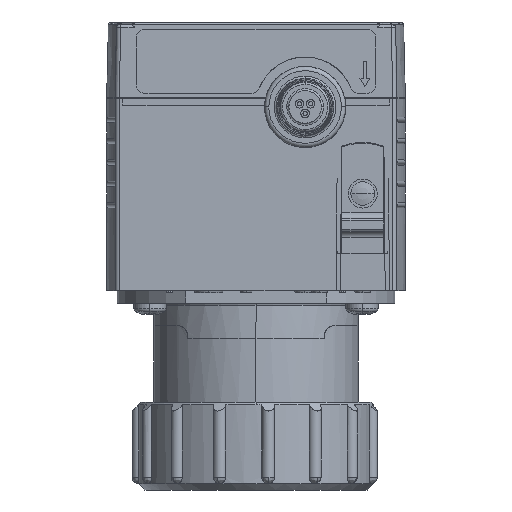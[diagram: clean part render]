
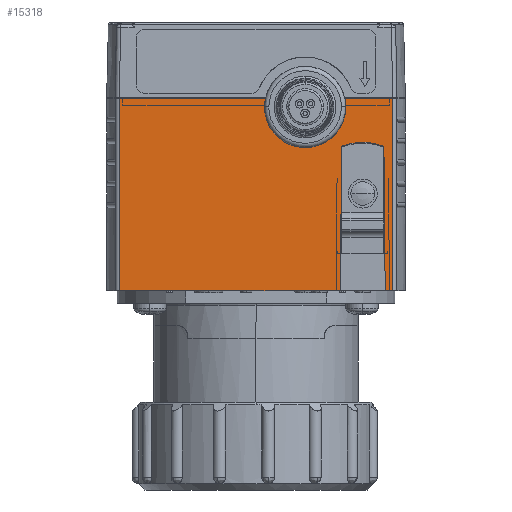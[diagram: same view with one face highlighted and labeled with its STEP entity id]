
A CAD part, left-side view. The second image highlights one B-rep face of the part: STEP entity #15318.
In plain terms, the highlighted planar face has unit normal (-1, 0, 0).
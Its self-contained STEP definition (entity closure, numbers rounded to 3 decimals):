
#49=CARTESIAN_POINT('Vertex',(-87.,-19.75,0.)) ;
#52=CARTESIAN_POINT('Line Origine',(-87.,6.125,0.)) ;
#56=CARTESIAN_POINT('Vertex',(-87.,32.,0.)) ;
#105=CARTESIAN_POINT('Vertex',(-87.,-32.,0.)) ;
#108=CARTESIAN_POINT('Line Origine',(-87.,-31.125,0.)) ;
#112=CARTESIAN_POINT('Vertex',(-87.,-30.25,0.)) ;
#13912=CARTESIAN_POINT('Vertex',(-87.,32.,45.)) ;
#13915=CARTESIAN_POINT('Line Origine',(-87.,32.,45.02)) ;
#15240=CARTESIAN_POINT('Axis2P3D Location',(-87.,33.,0.)) ;
#15245=CARTESIAN_POINT('Line Origine',(-87.,14.894,45.)) ;
#15249=CARTESIAN_POINT('Vertex',(-87.,-2.213,45.)) ;
#15252=CARTESIAN_POINT('Line Origine',(-87.,-19.897,16.892)) ;
#15256=CARTESIAN_POINT('Vertex',(-87.,-20.045,33.784)) ;
#15259=CARTESIAN_POINT('Axis2P3D Location',(-87.,-25.,21.549)) ;
#15263=CARTESIAN_POINT('Vertex',(-87.,-29.955,33.784)) ;
#15266=CARTESIAN_POINT('Line Origine',(-87.,-30.103,16.892)) ;
#15271=CARTESIAN_POINT('Line Origine',(-87.,-32.,22.5)) ;
#15275=CARTESIAN_POINT('Vertex',(-87.,-32.,45.)) ;
#15278=CARTESIAN_POINT('Line Origine',(-87.,-26.394,45.)) ;
#15282=CARTESIAN_POINT('Vertex',(-87.,-20.787,45.)) ;
#15285=CARTESIAN_POINT('Axis2P3D Location',(-87.,-11.5,43.)) ;
#15289=CARTESIAN_POINT('Vertex',(-87.,-21.,43.)) ;
#15292=CARTESIAN_POINT('Axis2P3D Location',(-87.,-11.5,43.)) ;
#15296=CARTESIAN_POINT('Vertex',(-87.,-2.,43.)) ;
#15299=CARTESIAN_POINT('Axis2P3D Location',(-87.,-11.5,43.)) ;
#54=VECTOR('Line Direction',#53,1.) ;
#110=VECTOR('Line Direction',#109,1.) ;
#13917=VECTOR('Line Direction',#13916,1.) ;
#15247=VECTOR('Line Direction',#15246,1.) ;
#15254=VECTOR('Line Direction',#15253,1.) ;
#15268=VECTOR('Line Direction',#15267,1.) ;
#15273=VECTOR('Line Direction',#15272,1.) ;
#15280=VECTOR('Line Direction',#15279,1.) ;
#53=DIRECTION('Vector Direction',(0.,1.,0.)) ;
#109=DIRECTION('Vector Direction',(0.,1.,0.)) ;
#13916=DIRECTION('Vector Direction',(0.,0.,-1.)) ;
#15241=DIRECTION('Axis2P3D Direction',(-1.,0.,0.)) ;
#15242=DIRECTION('Axis2P3D XDirection',(0.,-1.,0.)) ;
#15246=DIRECTION('Vector Direction',(0.,1.,0.)) ;
#15253=DIRECTION('Vector Direction',(0.,0.009,-1.)) ;
#15260=DIRECTION('Axis2P3D Direction',(-1.,0.,0.)) ;
#15267=DIRECTION('Vector Direction',(0.,0.009,1.)) ;
#15272=DIRECTION('Vector Direction',(0.,0.,1.)) ;
#15279=DIRECTION('Vector Direction',(0.,1.,0.)) ;
#15286=DIRECTION('Axis2P3D Direction',(-1.,0.,0.)) ;
#15293=DIRECTION('Axis2P3D Direction',(-1.,0.,0.)) ;
#15300=DIRECTION('Axis2P3D Direction',(-1.,0.,0.)) ;
#15243=AXIS2_PLACEMENT_3D('Plane Axis2P3D',#15240,#15241,#15242) ;
#15261=AXIS2_PLACEMENT_3D('Circle Axis2P3D',#15259,#15260,$) ;
#15287=AXIS2_PLACEMENT_3D('Circle Axis2P3D',#15285,#15286,$) ;
#15294=AXIS2_PLACEMENT_3D('Circle Axis2P3D',#15292,#15293,$) ;
#15301=AXIS2_PLACEMENT_3D('Circle Axis2P3D',#15299,#15300,$) ;
#55=LINE('Line',#52,#54) ;
#111=LINE('Line',#108,#110) ;
#13918=LINE('Line',#13915,#13917) ;
#15248=LINE('Line',#15245,#15247) ;
#15255=LINE('Line',#15252,#15254) ;
#15269=LINE('Line',#15266,#15268) ;
#15274=LINE('Line',#15271,#15273) ;
#15281=LINE('Line',#15278,#15280) ;
#15262=CIRCLE('generated circle',#15261,13.2) ;
#15288=CIRCLE('generated circle',#15287,9.5) ;
#15295=CIRCLE('generated circle',#15294,9.5) ;
#15302=CIRCLE('generated circle',#15301,9.5) ;
#15244=PLANE('',#15243) ;
#58=EDGE_CURVE('',#50,#57,#55,.T.) ;
#114=EDGE_CURVE('',#106,#113,#111,.T.) ;
#13919=EDGE_CURVE('',#13913,#57,#13918,.T.) ;
#15251=EDGE_CURVE('',#15250,#13913,#15248,.T.) ;
#15258=EDGE_CURVE('',#15257,#50,#15255,.T.) ;
#15265=EDGE_CURVE('',#15264,#15257,#15262,.T.) ;
#15270=EDGE_CURVE('',#113,#15264,#15269,.T.) ;
#15277=EDGE_CURVE('',#106,#15276,#15274,.T.) ;
#15284=EDGE_CURVE('',#15276,#15283,#15281,.T.) ;
#15291=EDGE_CURVE('',#15290,#15283,#15288,.T.) ;
#15298=EDGE_CURVE('',#15297,#15290,#15295,.T.) ;
#15303=EDGE_CURVE('',#15250,#15297,#15302,.T.) ;
#15305=ORIENTED_EDGE('',*,*,#15251,.T.) ;
#15306=ORIENTED_EDGE('',*,*,#13919,.T.) ;
#15307=ORIENTED_EDGE('',*,*,#58,.F.) ;
#15308=ORIENTED_EDGE('',*,*,#15258,.F.) ;
#15309=ORIENTED_EDGE('',*,*,#15265,.F.) ;
#15310=ORIENTED_EDGE('',*,*,#15270,.F.) ;
#15311=ORIENTED_EDGE('',*,*,#114,.F.) ;
#15312=ORIENTED_EDGE('',*,*,#15277,.T.) ;
#15313=ORIENTED_EDGE('',*,*,#15284,.T.) ;
#15314=ORIENTED_EDGE('',*,*,#15291,.F.) ;
#15315=ORIENTED_EDGE('',*,*,#15298,.F.) ;
#15316=ORIENTED_EDGE('',*,*,#15303,.F.) ;
#15304=EDGE_LOOP('',(#15305,#15306,#15307,#15308,#15309,#15310,#15311,#15312,#15313,#15314,#15315,#15316)) ;
#50=VERTEX_POINT('',#49) ;
#57=VERTEX_POINT('',#56) ;
#106=VERTEX_POINT('',#105) ;
#113=VERTEX_POINT('',#112) ;
#13913=VERTEX_POINT('',#13912) ;
#15250=VERTEX_POINT('',#15249) ;
#15257=VERTEX_POINT('',#15256) ;
#15264=VERTEX_POINT('',#15263) ;
#15276=VERTEX_POINT('',#15275) ;
#15283=VERTEX_POINT('',#15282) ;
#15290=VERTEX_POINT('',#15289) ;
#15297=VERTEX_POINT('',#15296) ;
#15318=ADVANCED_FACE('PartBody',(#15317),#15244,.T.) ;
#15317=FACE_OUTER_BOUND('',#15304,.T.) ;
